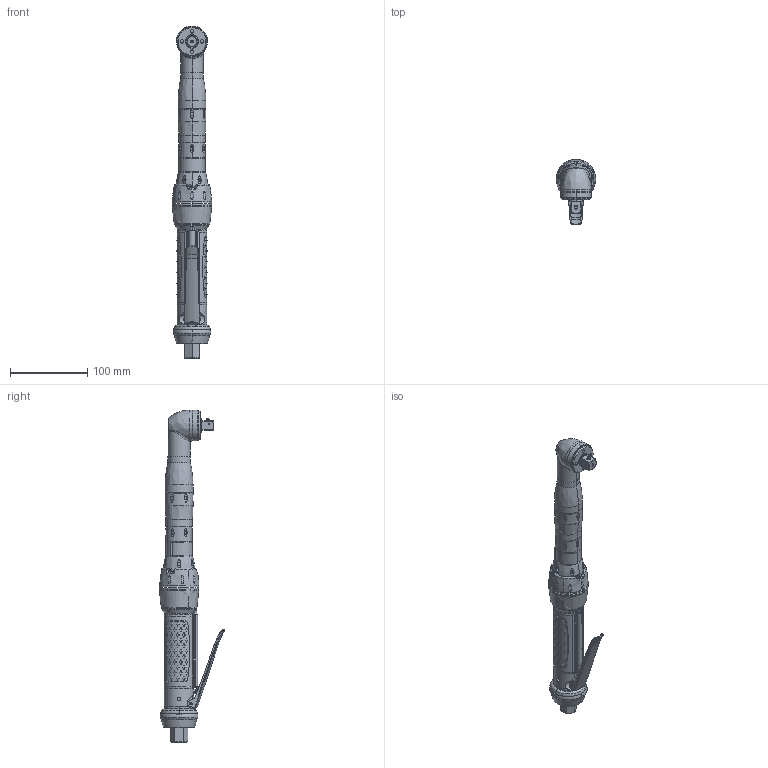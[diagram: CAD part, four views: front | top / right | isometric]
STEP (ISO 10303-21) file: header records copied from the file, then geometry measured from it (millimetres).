
FILE_DESCRIPTION((''),'2;1');
FILE_NAME('TMP152332_SW','2011-03-24T',('tooextcsr'),(''),'PRO/ENGINEER BY PARAMETRIC TECHNOLOGY CORPORATION, 2008310','PRO/ENGINEER BY PARAMETRIC TECHNOLOGY CORPORATION, 2008310','');
FILE_SCHEMA(('CONFIG_CONTROL_DESIGN', 'GEOMETRIC_VALIDATION_PROPERTIES_MIM'));
Products named in the file (1): TMP152332_SW
Bounding box: 51.4 x 84.73 x 429.1 mm (x, y, z)
Surface area: 82797.2 mm2 (no closed solid volume)
Topology: 0 solids, 45 shells, 1257 faces, 4082 edges, 2781 vertices
Faces by surface type: bspline 690, cylinder 283, torus 106, plane 103, cone 67, sphere 4, extrusion 4
Entity records: 91669 total; most frequent: CARTESIAN_POINT 54793, ORIENTED_EDGE 6868, EDGE_CURVE 4078, B_SPLINE_CURVE_WITH_KNOTS 3012, DIRECTION 2886, VERTEX_POINT 2781, EDGE_LOOP 1446, FILL_AREA_STYLE_COLOUR 1350
